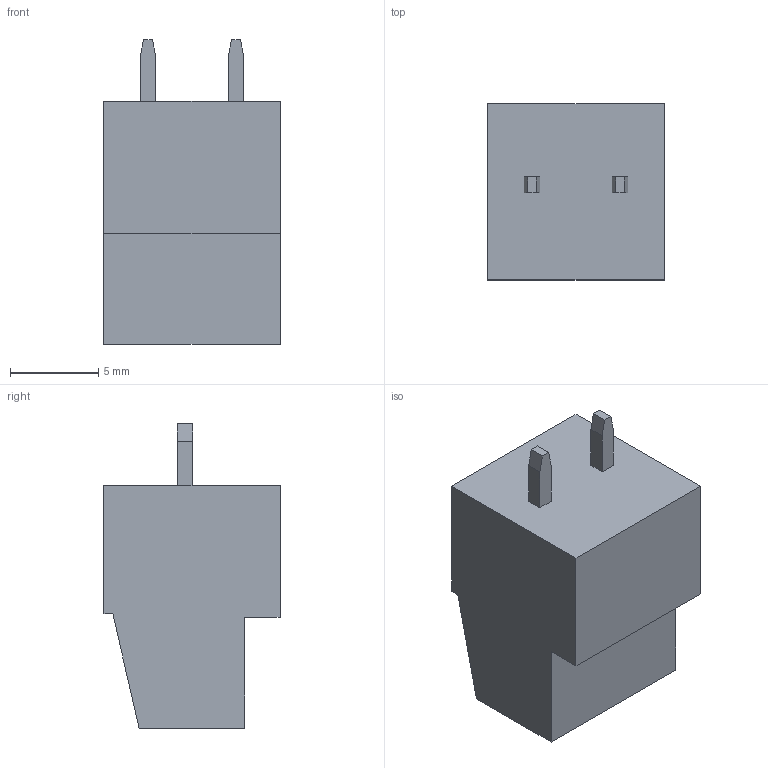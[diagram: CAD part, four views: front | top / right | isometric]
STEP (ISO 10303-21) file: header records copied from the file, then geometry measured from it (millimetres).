
FILE_DESCRIPTION (( 'STEP AP214' ), '1' );
FILE_NAME ('CTDEFAU0515124596465.step', '2006-05-15T16:45:10', ( 'sysadmin' ), ( 'SolidWorks' ), 'SwSTEP 2.0', 'SolidWorks 2006079', '' );
FILE_SCHEMA (( 'AUTOMOTIVE_DESIGN' ));
Length unit declared in the file: millimetre
Products named in the file (1): CTDEFAU0515124596465
Bounding box: 10 x 10 x 17.3 mm (x, y, z)
Volume: 1036.1 mm3; surface area: 1181 mm2
Topology: 5 solids, 5 shells, 66 faces, 148 edges, 96 vertices
Faces by surface type: plane 58, cylinder 8
Entity records: 1981 total; most frequent: CARTESIAN_POINT 311, DIRECTION 306, ORIENTED_EDGE 296, EDGE_CURVE 148, VECTOR 124, LINE 124, VERTEX_POINT 96, AXIS2_PLACEMENT_3D 91
